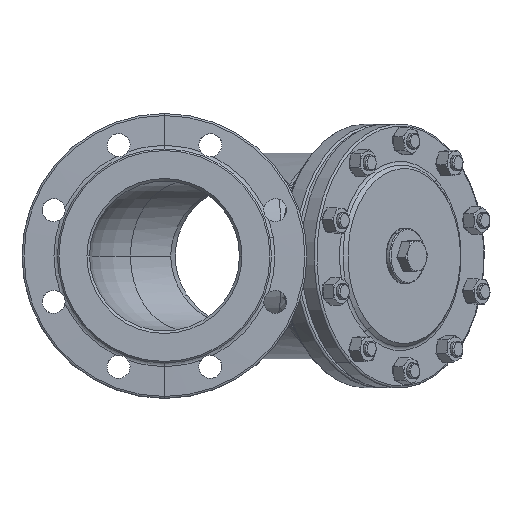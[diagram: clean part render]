
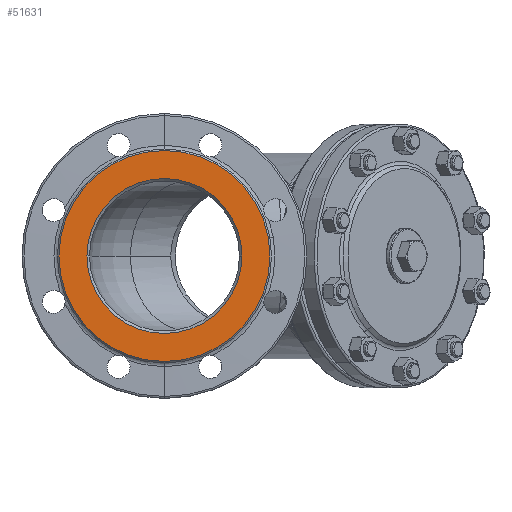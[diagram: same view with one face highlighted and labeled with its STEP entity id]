
A CAD part, left-side view. The second image highlights one B-rep face of the part: STEP entity #51631.
In plain terms, the highlighted planar face has unit normal (-1, 0, 0).
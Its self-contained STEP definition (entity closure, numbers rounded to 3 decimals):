
#836 = CARTESIAN_POINT ( 'NONE',  ( 0., 0., 105.5 ) ) ;
#838 = CARTESIAN_POINT ( 'NONE',  ( 0., 0., -105.5 ) ) ;
#911 = CARTESIAN_POINT ( 'NONE',  ( 0., -77.5, 0. ) ) ;
#918 = CARTESIAN_POINT ( 'NONE',  ( 0., 77.5, 0. ) ) ;
#2122 = EDGE_CURVE ( 'NONE', #41954, #41958, #50244, .T. ) ;
#2531 = EDGE_CURVE ( 'NONE', #41799, #41804, #38257, .T. ) ;
#2965 = EDGE_CURVE ( 'NONE', #41804, #41799, #39220, .T. ) ;
#2967 = EDGE_CURVE ( 'NONE', #41958, #41954, #39223, .T. ) ;
#5845 = CARTESIAN_POINT ( 'NONE',  ( 0., 0., 0. ) ) ;
#5848 = DIRECTION ( 'NONE',  ( 1., 0., 0. ) ) ;
#5850 = DIRECTION ( 'NONE',  ( 0., 0., 1. ) ) ;
#14851 = CARTESIAN_POINT ( 'NONE',  ( 0., 0., 0. ) ) ;
#14869 = CARTESIAN_POINT ( 'NONE',  ( 0., 0., 0. ) ) ;
#14870 = DIRECTION ( 'NONE',  ( 1., 0., 0. ) ) ;
#14871 = DIRECTION ( 'NONE',  ( 0., 0., 1. ) ) ;
#14875 = DIRECTION ( 'NONE',  ( 1., 0., 0. ) ) ;
#14876 = DIRECTION ( 'NONE',  ( 0., 0., 1. ) ) ;
#16995 = AXIS2_PLACEMENT_3D ( 'NONE', #20536, #20539, #20540 ) ;
#17955 = FACE_BOUND ( 'NONE', #35141, .T. ) ;
#17963 = FACE_OUTER_BOUND ( 'NONE', #35128, .T. ) ;
#18974 = AXIS2_PLACEMENT_3D ( 'NONE', #48546, #48560, #48561 ) ;
#19006 = AXIS2_PLACEMENT_3D ( 'NONE', #5845, #5848, #5850 ) ;
#19124 = AXIS2_PLACEMENT_3D ( 'NONE', #14851, #14870, #14871 ) ;
#19125 = AXIS2_PLACEMENT_3D ( 'NONE', #14869, #14875, #14876 ) ;
#20536 = CARTESIAN_POINT ( 'NONE',  ( 0., 0., 0. ) ) ;
#20537 = PLANE ( 'NONE',  #16995 ) ;
#20539 = DIRECTION ( 'NONE',  ( 1., 0., 0. ) ) ;
#20540 = DIRECTION ( 'NONE',  ( 0., 0., 1. ) ) ;
#35128 = EDGE_LOOP ( 'NONE', ( #46590, #46589 ) ) ;
#35141 = EDGE_LOOP ( 'NONE', ( #46592, #46591 ) ) ;
#38257 = CIRCLE ( 'NONE', #19006, 105.5 ) ;
#39220 = CIRCLE ( 'NONE', #19124, 105.5 ) ;
#39223 = CIRCLE ( 'NONE', #19125, 77.5 ) ;
#41799 = VERTEX_POINT ( 'NONE', #838 ) ;
#41804 = VERTEX_POINT ( 'NONE', #836 ) ;
#41954 = VERTEX_POINT ( 'NONE', #911 ) ;
#41958 = VERTEX_POINT ( 'NONE', #918 ) ;
#46589 = ORIENTED_EDGE ( 'NONE', *, *, #2965, .F. ) ;
#46590 = ORIENTED_EDGE ( 'NONE', *, *, #2531, .F. ) ;
#46591 = ORIENTED_EDGE ( 'NONE', *, *, #2967, .T. ) ;
#46592 = ORIENTED_EDGE ( 'NONE', *, *, #2122, .T. ) ;
#48546 = CARTESIAN_POINT ( 'NONE',  ( 0., 0., 0. ) ) ;
#48560 = DIRECTION ( 'NONE',  ( 1., 0., 0. ) ) ;
#48561 = DIRECTION ( 'NONE',  ( 0., 0., 1. ) ) ;
#50244 = CIRCLE ( 'NONE', #18974, 77.5 ) ;
#51631 = ADVANCED_FACE ( 'NONE', ( #17955, #17963 ), #20537, .F. ) ;
